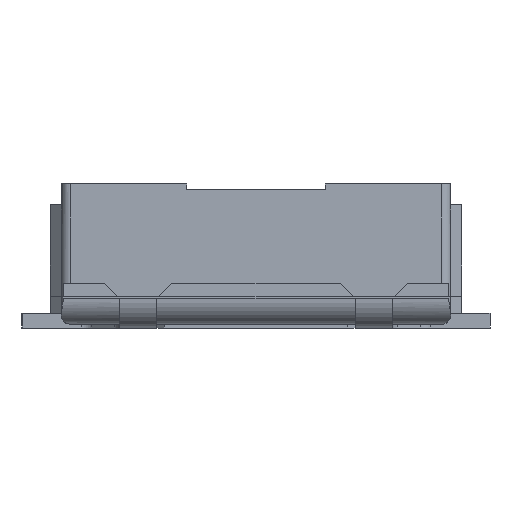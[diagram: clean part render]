
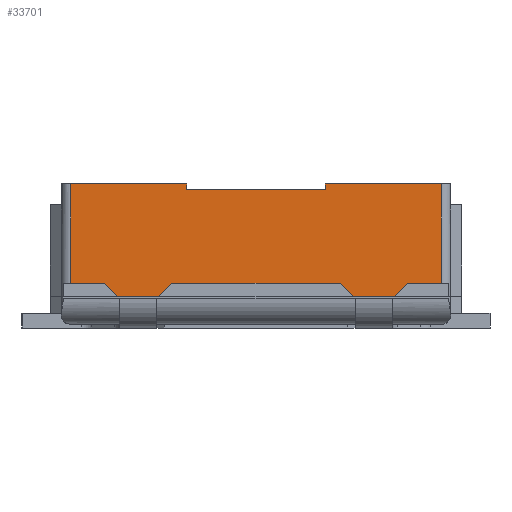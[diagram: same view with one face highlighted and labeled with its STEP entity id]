
A CAD part, left-side view. The second image highlights one B-rep face of the part: STEP entity #33701.
In plain terms, the highlighted planar face has unit normal (-1, 0, 0).
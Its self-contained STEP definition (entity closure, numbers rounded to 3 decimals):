
#34 = CARTESIAN_POINT ( 'NONE',  ( -4.65, 0.99, 0.77 ) ) ;
#226 = DIRECTION ( 'NONE',  ( 0., -0.707, -0.707 ) ) ;
#342 = EDGE_CURVE ( 'NONE', #45728, #26275, #33088, .T. ) ;
#698 = DIRECTION ( 'NONE',  ( 0., 0., -1. ) ) ;
#807 = FACE_OUTER_BOUND ( 'NONE', #8146, .T. ) ;
#1273 = VERTEX_POINT ( 'NONE', #1886 ) ;
#1841 = ORIENTED_EDGE ( 'NONE', *, *, #31832, .T. ) ;
#1886 = CARTESIAN_POINT ( 'NONE',  ( -4.65, 0.37, 0.74 ) ) ;
#1961 = CARTESIAN_POINT ( 'NONE',  ( -4.65, 0., 0.24 ) ) ;
#2031 = VECTOR ( 'NONE', #17685, 1000. ) ;
#2246 = CARTESIAN_POINT ( 'NONE',  ( -4.65, -0.73, 0.16 ) ) ;
#2718 = VERTEX_POINT ( 'NONE', #23883 ) ;
#3009 = DIRECTION ( 'NONE',  ( 0., 1., 0. ) ) ;
#3117 = DIRECTION ( 'NONE',  ( 0., -1., 0. ) ) ;
#3471 = DIRECTION ( 'NONE',  ( 0., -0.707, -0.707 ) ) ;
#3733 = ORIENTED_EDGE ( 'NONE', *, *, #31330, .T. ) ;
#3871 = VECTOR ( 'NONE', #8240, 1000. ) ;
#4306 = CARTESIAN_POINT ( 'NONE',  ( -4.65, 0., 0.17 ) ) ;
#5252 = CARTESIAN_POINT ( 'NONE',  ( -4.65, -0.99, 0.02 ) ) ;
#5844 = VERTEX_POINT ( 'NONE', #44291 ) ;
#8146 = EDGE_LOOP ( 'NONE', ( #37082, #14970, #12375, #43151, #12467, #46430, #12826, #1841, #8761, #32805, #3733, #45236, #37611, #9539, #36910, #29772 ) ) ;
#8240 = DIRECTION ( 'NONE',  ( 0., 1., 0. ) ) ;
#8761 = ORIENTED_EDGE ( 'NONE', *, *, #37379, .T. ) ;
#9186 = EDGE_CURVE ( 'NONE', #10086, #45542, #14178, .T. ) ;
#9428 = CARTESIAN_POINT ( 'NONE',  ( -4.65, -0.74, 0.17 ) ) ;
#9477 = DIRECTION ( 'NONE',  ( 0., -1., 0. ) ) ;
#9539 = ORIENTED_EDGE ( 'NONE', *, *, #48171, .T. ) ;
#10086 = VERTEX_POINT ( 'NONE', #22776 ) ;
#11772 = CARTESIAN_POINT ( 'NONE',  ( -4.65, -0.53, 0.16 ) ) ;
#12375 = ORIENTED_EDGE ( 'NONE', *, *, #18882, .T. ) ;
#12467 = ORIENTED_EDGE ( 'NONE', *, *, #31151, .T. ) ;
#12826 = ORIENTED_EDGE ( 'NONE', *, *, #25226, .T. ) ;
#13390 = LINE ( 'NONE', #20966, #42232 ) ;
#13923 = VECTOR ( 'NONE', #44869, 1000. ) ;
#14007 = VERTEX_POINT ( 'NONE', #20786 ) ;
#14178 = LINE ( 'NONE', #4306, #13923 ) ;
#14195 = VECTOR ( 'NONE', #30999, 1000. ) ;
#14448 = LINE ( 'NONE', #11772, #36757 ) ;
#14970 = ORIENTED_EDGE ( 'NONE', *, *, #44263, .T. ) ;
#15509 = PLANE ( 'NONE',  #30632 ) ;
#17161 = DIRECTION ( 'NONE',  ( 0., -0.707, 0.707 ) ) ;
#17281 = DIRECTION ( 'NONE',  ( 0., -1., 0. ) ) ;
#17685 = DIRECTION ( 'NONE',  ( 0., 0., 1. ) ) ;
#18227 = EDGE_CURVE ( 'NONE', #1273, #33299, #43807, .T. ) ;
#18376 = VERTEX_POINT ( 'NONE', #34 ) ;
#18882 = EDGE_CURVE ( 'NONE', #31806, #31696, #27157, .T. ) ;
#20715 = CARTESIAN_POINT ( 'NONE',  ( -4.65, 0.52, 0.17 ) ) ;
#20786 = CARTESIAN_POINT ( 'NONE',  ( -4.65, -0.45, 0.24 ) ) ;
#20966 = CARTESIAN_POINT ( 'NONE',  ( -4.65, 0., 0.24 ) ) ;
#22776 = CARTESIAN_POINT ( 'NONE',  ( -4.65, -0.52, 0.17 ) ) ;
#23115 = DIRECTION ( 'NONE',  ( 0., 0., 1. ) ) ;
#23883 = CARTESIAN_POINT ( 'NONE',  ( -4.65, -0.81, 0.24 ) ) ;
#24179 = VECTOR ( 'NONE', #39348, 1000. ) ;
#24189 = LINE ( 'NONE', #46875, #31962 ) ;
#24396 = EDGE_CURVE ( 'NONE', #31420, #1273, #30765, .T. ) ;
#24698 = CARTESIAN_POINT ( 'NONE',  ( -4.65, 0.74, 0.17 ) ) ;
#24745 = LINE ( 'NONE', #1961, #24179 ) ;
#24928 = CARTESIAN_POINT ( 'NONE',  ( -4.65, 0., 0.17 ) ) ;
#25226 = EDGE_CURVE ( 'NONE', #45542, #2718, #46222, .T. ) ;
#25445 = VECTOR ( 'NONE', #3117, 1000. ) ;
#25898 = VECTOR ( 'NONE', #698, 1000. ) ;
#26261 = EDGE_CURVE ( 'NONE', #5844, #45184, #24745, .T. ) ;
#26275 = VERTEX_POINT ( 'NONE', #35218 ) ;
#26571 = DIRECTION ( 'NONE',  ( 0., 0., 1. ) ) ;
#27157 = LINE ( 'NONE', #46396, #36482 ) ;
#27301 = LINE ( 'NONE', #5252, #36057 ) ;
#29042 = VERTEX_POINT ( 'NONE', #37310 ) ;
#29586 = VECTOR ( 'NONE', #17161, 1000. ) ;
#29666 = CARTESIAN_POINT ( 'NONE',  ( -4.65, 0., 0.77 ) ) ;
#29772 = ORIENTED_EDGE ( 'NONE', *, *, #26261, .T. ) ;
#30110 = VERTEX_POINT ( 'NONE', #24698 ) ;
#30469 = CARTESIAN_POINT ( 'NONE',  ( -4.65, 0.81, 0.24 ) ) ;
#30632 = AXIS2_PLACEMENT_3D ( 'NONE', #45077, #30689, #26571 ) ;
#30689 = DIRECTION ( 'NONE',  ( -1., 0., 0. ) ) ;
#30765 = LINE ( 'NONE', #34407, #3871 ) ;
#30999 = DIRECTION ( 'NONE',  ( 0., 0., -1. ) ) ;
#31151 = EDGE_CURVE ( 'NONE', #14007, #10086, #14448, .T. ) ;
#31330 = EDGE_CURVE ( 'NONE', #26275, #31420, #39088, .T. ) ;
#31420 = VERTEX_POINT ( 'NONE', #40036 ) ;
#31629 = EDGE_CURVE ( 'NONE', #18376, #5844, #42184, .T. ) ;
#31696 = VERTEX_POINT ( 'NONE', #31955 ) ;
#31806 = VERTEX_POINT ( 'NONE', #20715 ) ;
#31832 = EDGE_CURVE ( 'NONE', #2718, #29042, #13390, .T. ) ;
#31955 = CARTESIAN_POINT ( 'NONE',  ( -4.65, 0.45, 0.24 ) ) ;
#31962 = VECTOR ( 'NONE', #9477, 1000. ) ;
#32010 = DIRECTION ( 'NONE',  ( 0., 1., 0. ) ) ;
#32426 = CARTESIAN_POINT ( 'NONE',  ( -4.65, -0.99, 0.77 ) ) ;
#32805 = ORIENTED_EDGE ( 'NONE', *, *, #342, .T. ) ;
#33088 = LINE ( 'NONE', #29666, #46786 ) ;
#33299 = VERTEX_POINT ( 'NONE', #33751 ) ;
#33701 = ADVANCED_FACE ( 'NONE', ( #807 ), #15509, .T. ) ;
#33751 = CARTESIAN_POINT ( 'NONE',  ( -4.65, 0.37, 0.77 ) ) ;
#34407 = CARTESIAN_POINT ( 'NONE',  ( -4.65, 0., 0.74 ) ) ;
#35075 = LINE ( 'NONE', #30469, #43771 ) ;
#35218 = CARTESIAN_POINT ( 'NONE',  ( -4.65, -0.37, 0.77 ) ) ;
#35366 = EDGE_CURVE ( 'NONE', #31696, #14007, #24189, .T. ) ;
#35663 = LINE ( 'NONE', #44185, #39802 ) ;
#36057 = VECTOR ( 'NONE', #23115, 1000. ) ;
#36479 = EDGE_CURVE ( 'NONE', #45184, #30110, #35075, .T. ) ;
#36482 = VECTOR ( 'NONE', #42224, 1000. ) ;
#36493 = CARTESIAN_POINT ( 'NONE',  ( -4.65, 0.37, 0.02 ) ) ;
#36598 = LINE ( 'NONE', #24928, #25445 ) ;
#36757 = VECTOR ( 'NONE', #226, 1000. ) ;
#36910 = ORIENTED_EDGE ( 'NONE', *, *, #31629, .T. ) ;
#37082 = ORIENTED_EDGE ( 'NONE', *, *, #36479, .T. ) ;
#37310 = CARTESIAN_POINT ( 'NONE',  ( -4.65, -0.99, 0.24 ) ) ;
#37379 = EDGE_CURVE ( 'NONE', #29042, #45728, #27301, .T. ) ;
#37611 = ORIENTED_EDGE ( 'NONE', *, *, #18227, .T. ) ;
#39088 = LINE ( 'NONE', #42729, #25898 ) ;
#39348 = DIRECTION ( 'NONE',  ( 0., -1., 0. ) ) ;
#39802 = VECTOR ( 'NONE', #32010, 1000. ) ;
#40036 = CARTESIAN_POINT ( 'NONE',  ( -4.65, -0.37, 0.74 ) ) ;
#42184 = LINE ( 'NONE', #45868, #14195 ) ;
#42224 = DIRECTION ( 'NONE',  ( 0., -0.707, 0.707 ) ) ;
#42232 = VECTOR ( 'NONE', #17281, 1000. ) ;
#42466 = CARTESIAN_POINT ( 'NONE',  ( -4.65, 0.81, 0.24 ) ) ;
#42729 = CARTESIAN_POINT ( 'NONE',  ( -4.65, -0.37, 0.02 ) ) ;
#43151 = ORIENTED_EDGE ( 'NONE', *, *, #35366, .T. ) ;
#43771 = VECTOR ( 'NONE', #3471, 1000. ) ;
#43807 = LINE ( 'NONE', #36493, #2031 ) ;
#44185 = CARTESIAN_POINT ( 'NONE',  ( -4.65, 0., 0.77 ) ) ;
#44263 = EDGE_CURVE ( 'NONE', #30110, #31806, #36598, .T. ) ;
#44291 = CARTESIAN_POINT ( 'NONE',  ( -4.65, 0.99, 0.24 ) ) ;
#44869 = DIRECTION ( 'NONE',  ( 0., -1., 0. ) ) ;
#45077 = CARTESIAN_POINT ( 'NONE',  ( -4.65, 0., 0.02 ) ) ;
#45184 = VERTEX_POINT ( 'NONE', #42466 ) ;
#45236 = ORIENTED_EDGE ( 'NONE', *, *, #24396, .T. ) ;
#45542 = VERTEX_POINT ( 'NONE', #9428 ) ;
#45728 = VERTEX_POINT ( 'NONE', #32426 ) ;
#45868 = CARTESIAN_POINT ( 'NONE',  ( -4.65, 0.99, 0.02 ) ) ;
#46222 = LINE ( 'NONE', #2246, #29586 ) ;
#46396 = CARTESIAN_POINT ( 'NONE',  ( -4.65, 0.53, 0.16 ) ) ;
#46430 = ORIENTED_EDGE ( 'NONE', *, *, #9186, .T. ) ;
#46786 = VECTOR ( 'NONE', #3009, 1000. ) ;
#46875 = CARTESIAN_POINT ( 'NONE',  ( -4.65, 0., 0.24 ) ) ;
#48171 = EDGE_CURVE ( 'NONE', #33299, #18376, #35663, .T. ) ;
